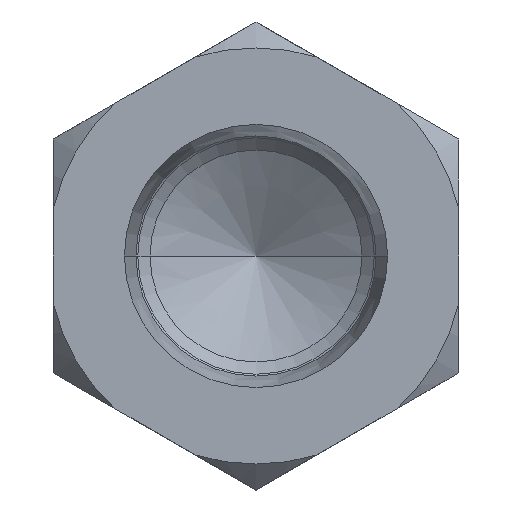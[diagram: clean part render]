
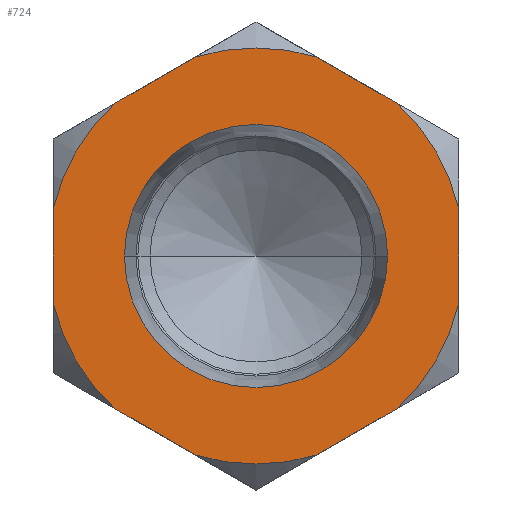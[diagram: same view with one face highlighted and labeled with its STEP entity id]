
A CAD part, left-side view. The second image highlights one B-rep face of the part: STEP entity #724.
In plain terms, the highlighted planar face has unit normal (-1, 0, 0).
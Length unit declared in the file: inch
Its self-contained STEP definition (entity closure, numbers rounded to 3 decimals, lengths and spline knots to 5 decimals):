
#112=DIRECTION('',(0.,-0.866,0.5));
#113=VECTOR('',#112,0.17436);
#114=CARTESIAN_POINT('',(0.01,0.263,0.28117));
#115=LINE('',#114,#113);
#152=CARTESIAN_POINT('',(0.01,0.,0.));
#153=DIRECTION('',(1.,0.,0.));
#154=DIRECTION('',(0.,1.,0.));
#155=AXIS2_PLACEMENT_3D('',#152,#153,#154);
#157=CARTESIAN_POINT('',(0.01,0.,0.));
#158=DIRECTION('',(-1.,0.,0.));
#159=DIRECTION('',(0.,1.,0.));
#160=AXIS2_PLACEMENT_3D('',#157,#158,#159);
#162=CARTESIAN_POINT('',(0.01,0.,0.));
#163=DIRECTION('',(-1.,0.,0.));
#164=DIRECTION('',(0.,-0.291,0.957));
#165=AXIS2_PLACEMENT_3D('',#162,#163,#164);
#167=CARTESIAN_POINT('',(0.01,0.,0.));
#168=DIRECTION('',(-1.,0.,0.));
#169=DIRECTION('',(0.,-0.974,0.226));
#170=AXIS2_PLACEMENT_3D('',#167,#168,#169);
#172=CARTESIAN_POINT('',(0.01,0.,0.));
#173=DIRECTION('',(-1.,0.,0.));
#174=DIRECTION('',(0.,-0.683,-0.73));
#175=AXIS2_PLACEMENT_3D('',#172,#173,#174);
#177=CARTESIAN_POINT('',(0.01,0.,0.));
#178=DIRECTION('',(-1.,0.,0.));
#179=DIRECTION('',(0.,0.291,-0.957));
#180=AXIS2_PLACEMENT_3D('',#177,#178,#179);
#182=CARTESIAN_POINT('',(0.01,0.,0.));
#183=DIRECTION('',(-1.,0.,0.));
#184=DIRECTION('',(0.,0.974,-0.226));
#185=AXIS2_PLACEMENT_3D('',#182,#183,#184);
#187=CARTESIAN_POINT('',(0.01,0.,0.));
#188=DIRECTION('',(-1.,0.,0.));
#189=DIRECTION('',(0.,0.683,0.73));
#190=AXIS2_PLACEMENT_3D('',#187,#188,#189);
#254=DIRECTION('',(0.,0.866,0.5));
#255=VECTOR('',#254,0.17436);
#256=CARTESIAN_POINT('',(0.01,-0.263,0.28117));
#257=LINE('',#256,#255);
#396=DIRECTION('',(0.,0.,1.));
#397=VECTOR('',#396,0.17436);
#398=CARTESIAN_POINT('',(0.01,0.375,-0.08718));
#399=LINE('',#398,#397);
#436=DIRECTION('',(0.,-0.866,-0.5));
#437=VECTOR('',#436,0.17436);
#438=CARTESIAN_POINT('',(0.01,0.263,-0.28117));
#439=LINE('',#438,#437);
#476=DIRECTION('',(0.,0.866,-0.5));
#477=VECTOR('',#476,0.17436);
#478=CARTESIAN_POINT('',(0.01,-0.263,-0.28117));
#479=LINE('',#478,#477);
#516=DIRECTION('',(0.,0.,-1.));
#517=VECTOR('',#516,0.17436);
#518=CARTESIAN_POINT('',(0.01,-0.375,0.08718));
#519=LINE('',#518,#517);
#630=CARTESIAN_POINT('',(0.01,0.2435,0.));
#631=VERTEX_POINT('',#630);
#638=CARTESIAN_POINT('',(0.01,-0.2435,0.));
#639=VERTEX_POINT('',#638);
#640=CARTESIAN_POINT('',(0.01,0.263,0.28117));
#641=CARTESIAN_POINT('',(0.01,0.112,0.36835));
#642=VERTEX_POINT('',#640);
#643=VERTEX_POINT('',#641);
#644=CARTESIAN_POINT('',(0.01,-0.263,0.28117));
#645=CARTESIAN_POINT('',(0.01,-0.112,0.36835));
#646=VERTEX_POINT('',#644);
#647=VERTEX_POINT('',#645);
#648=CARTESIAN_POINT('',(0.01,-0.375,0.08718));
#649=CARTESIAN_POINT('',(0.01,-0.375,-0.08718));
#650=VERTEX_POINT('',#648);
#651=VERTEX_POINT('',#649);
#652=CARTESIAN_POINT('',(0.01,-0.263,-0.28117));
#653=CARTESIAN_POINT('',(0.01,-0.112,-0.36835));
#654=VERTEX_POINT('',#652);
#655=VERTEX_POINT('',#653);
#656=CARTESIAN_POINT('',(0.01,0.263,-0.28117));
#657=CARTESIAN_POINT('',(0.01,0.112,-0.36835));
#658=VERTEX_POINT('',#656);
#659=VERTEX_POINT('',#657);
#660=CARTESIAN_POINT('',(0.01,0.375,-0.08718));
#661=CARTESIAN_POINT('',(0.01,0.375,0.08718));
#662=VERTEX_POINT('',#660);
#663=VERTEX_POINT('',#661);
#688=CARTESIAN_POINT('',(0.01,0.,0.));
#689=DIRECTION('',(-1.,0.,0.));
#690=DIRECTION('',(0.,1.,0.));
#691=AXIS2_PLACEMENT_3D('',#688,#689,#690);
#692=PLANE('',#691);
#693=ORIENTED_EDGE('',*,*,#669,.T.);
#695=ORIENTED_EDGE('',*,*,#694,.F.);
#697=ORIENTED_EDGE('',*,*,#696,.F.);
#699=ORIENTED_EDGE('',*,*,#698,.F.);
#701=ORIENTED_EDGE('',*,*,#700,.T.);
#703=ORIENTED_EDGE('',*,*,#702,.F.);
#705=ORIENTED_EDGE('',*,*,#704,.T.);
#707=ORIENTED_EDGE('',*,*,#706,.F.);
#709=ORIENTED_EDGE('',*,*,#708,.F.);
#711=ORIENTED_EDGE('',*,*,#710,.F.);
#713=ORIENTED_EDGE('',*,*,#712,.T.);
#715=ORIENTED_EDGE('',*,*,#714,.F.);
#716=EDGE_LOOP('',(#693,#695,#697,#699,#701,#703,#705,#707,#709,#711,#713,
#715));
#717=FACE_OUTER_BOUND('',#716,.F.);
#719=ORIENTED_EDGE('',*,*,#718,.F.);
#721=ORIENTED_EDGE('',*,*,#720,.T.);
#722=EDGE_LOOP('',(#719,#721));
#723=FACE_BOUND('',#722,.F.);
#724=ADVANCED_FACE('',(#717,#723),#692,.T.);
#156=CIRCLE('',#155,0.2435);
#161=CIRCLE('',#160,0.2435);
#166=CIRCLE('',#165,0.385);
#171=CIRCLE('',#170,0.385);
#176=CIRCLE('',#175,0.385);
#181=CIRCLE('',#180,0.385);
#186=CIRCLE('',#185,0.385);
#191=CIRCLE('',#190,0.385);
#669=EDGE_CURVE('',#642,#643,#115,.T.);
#694=EDGE_CURVE('',#647,#643,#166,.T.);
#696=EDGE_CURVE('',#646,#647,#257,.T.);
#698=EDGE_CURVE('',#650,#646,#171,.T.);
#700=EDGE_CURVE('',#650,#651,#519,.T.);
#702=EDGE_CURVE('',#654,#651,#176,.T.);
#704=EDGE_CURVE('',#654,#655,#479,.T.);
#706=EDGE_CURVE('',#659,#655,#181,.T.);
#708=EDGE_CURVE('',#658,#659,#439,.T.);
#710=EDGE_CURVE('',#662,#658,#186,.T.);
#712=EDGE_CURVE('',#662,#663,#399,.T.);
#714=EDGE_CURVE('',#642,#663,#191,.T.);
#718=EDGE_CURVE('',#631,#639,#156,.T.);
#720=EDGE_CURVE('',#631,#639,#161,.T.);
